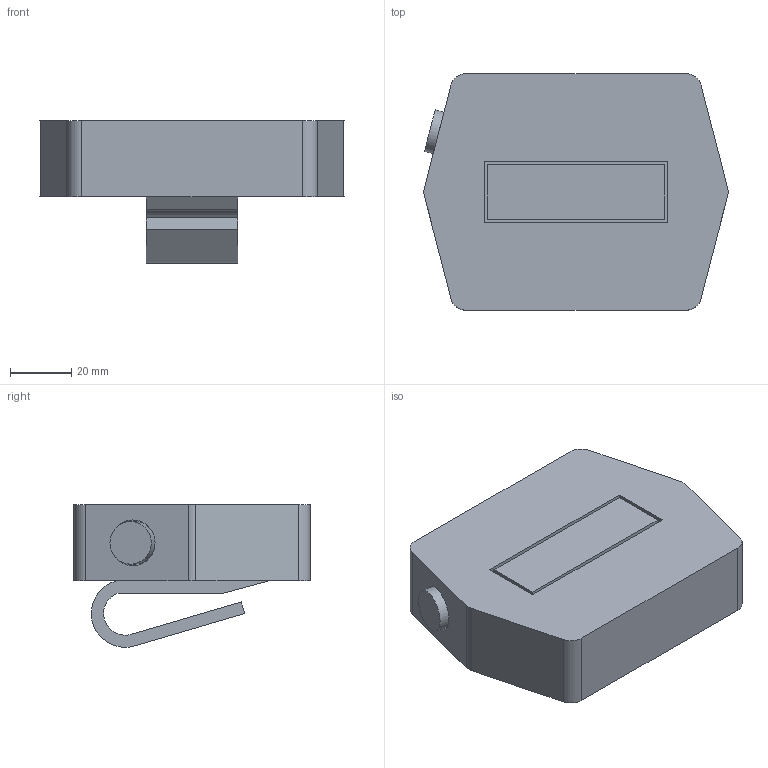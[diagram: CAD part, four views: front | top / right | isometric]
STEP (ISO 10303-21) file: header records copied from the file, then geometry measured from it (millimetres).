
FILE_DESCRIPTION( ( '' ), ' ' );
FILE_NAME( '5c57abc212ab36164375a718.step', '2019-02-04T03:04:34', ( '' ), ( '' ), ' ', ' ', ' ' );
FILE_SCHEMA( ( 'AUTOMOTIVE_DESIGN { 1 0 10303 214 1 1 1 1 }' ) );
Length unit declared in the file: metre
Products named in the file (4): Assem1; Part 1; Part 2; Part 3
Assembly tree (3 placements, depth 2):
  Assem1
    Part 1
    Part 2
    Part 3
Bounding box: 99.64 x 77.46 x 46.74 mm (x, y, z)
Volume: 186770.1 mm3; surface area: 30703 mm2
Topology: 3 solids, 3 shells, 39 faces, 90 edges, 60 vertices
Faces by surface type: plane 29, cylinder 10
Full cylindrical faces by diameter (mm): 14 x1, 15 x1
Entity records: 1163 total; most frequent: DIRECTION 194, CARTESIAN_POINT 191, ORIENTED_EDGE 176, EDGE_CURVE 88, LINE 68, VECTOR 68, AXIS2_PLACEMENT_3D 63, VERTEX_POINT 60
